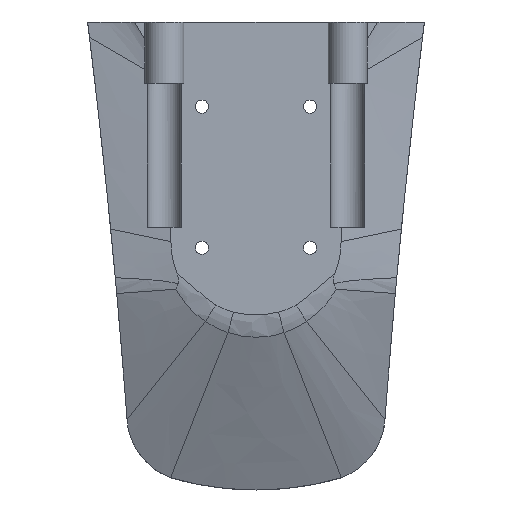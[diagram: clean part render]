
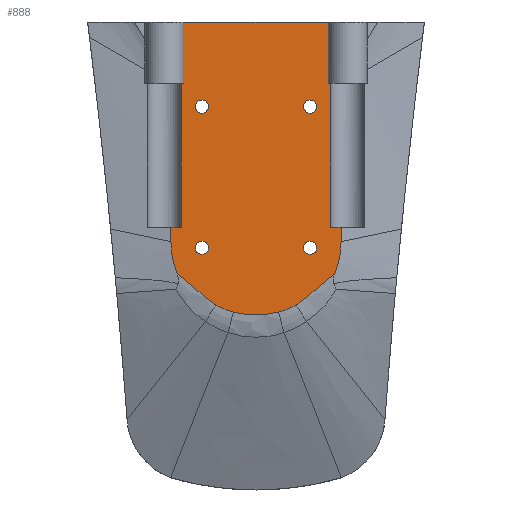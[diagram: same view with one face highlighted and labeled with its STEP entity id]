
A CAD part, front view. The second image highlights one B-rep face of the part: STEP entity #888.
In plain terms, the highlighted planar face has unit normal (0, -1, 0).
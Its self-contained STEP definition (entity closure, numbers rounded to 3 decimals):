
#76=FACE_BOUND('',#156,.T.);
#77=FACE_BOUND('',#157,.T.);
#78=FACE_BOUND('',#158,.T.);
#79=FACE_BOUND('',#159,.T.);
#96=FACE_OUTER_BOUND('',#155,.T.);
#155=EDGE_LOOP('',(#671,#672,#673,#674,#675,#676,#677,#678,#679,#680,#681,
#682,#683,#684,#685,#686,#687,#688));
#156=EDGE_LOOP('',(#689));
#157=EDGE_LOOP('',(#690));
#158=EDGE_LOOP('',(#691));
#159=EDGE_LOOP('',(#692));
#217=CIRCLE('',#978,2.5);
#219=CIRCLE('',#982,2.5);
#221=CIRCLE('',#986,2.5);
#223=CIRCLE('',#990,2.5);
#224=CIRCLE('',#992,32.5);
#225=CIRCLE('',#993,32.5);
#241=LINE('',#1287,#287);
#257=LINE('',#1449,#303);
#258=LINE('',#1451,#304);
#259=LINE('',#1453,#305);
#260=LINE('',#1455,#306);
#261=LINE('',#1457,#307);
#262=LINE('',#1501,#308);
#263=LINE('',#1503,#309);
#264=LINE('',#1505,#310);
#265=LINE('',#1507,#311);
#266=LINE('',#1508,#312);
#287=VECTOR('',#1045,10.);
#303=VECTOR('',#1143,10.);
#304=VECTOR('',#1144,10.);
#305=VECTOR('',#1145,10.);
#306=VECTOR('',#1146,10.);
#307=VECTOR('',#1147,10.);
#308=VECTOR('',#1152,10.);
#309=VECTOR('',#1153,10.);
#310=VECTOR('',#1154,10.);
#311=VECTOR('',#1155,10.);
#312=VECTOR('',#1156,10.);
#336=B_SPLINE_CURVE_WITH_KNOTS('',3,(#1461,#1462,#1463,#1464,#1465,#1466,
#1467,#1468,#1469),.UNSPECIFIED.,.F.,.F.,(4,1,1,1,2,4),(-1.716,
-1.372,-0.686,-0.343,0.,0.217),
 .UNSPECIFIED.);
#337=B_SPLINE_CURVE_WITH_KNOTS('',3,(#1471,#1472,#1473,#1474,#1475),
 .UNSPECIFIED.,.F.,.F.,(4,1,4),(-0.73,-0.314,0.),
 .UNSPECIFIED.);
#338=B_SPLINE_CURVE_WITH_KNOTS('',3,(#1477,#1478,#1479,#1480,#1481),
 .UNSPECIFIED.,.F.,.F.,(4,1,4),(-1.756,-0.753,-0.002),
 .UNSPECIFIED.);
#339=B_SPLINE_CURVE_WITH_KNOTS('',3,(#1483,#1484,#1485,#1486,#1487),
 .UNSPECIFIED.,.F.,.F.,(4,1,4),(-0.732,-0.314,-0.002),
 .UNSPECIFIED.);
#340=B_SPLINE_CURVE_WITH_KNOTS('',3,(#1489,#1490,#1491,#1492,#1493,#1494,
#1495,#1496,#1497),.UNSPECIFIED.,.F.,.F.,(4,2,1,1,1,4),(-1.933,
-1.716,-1.372,-1.029,-0.686,
0.),.UNSPECIFIED.);
#374=VERTEX_POINT('',#1284);
#375=VERTEX_POINT('',#1286);
#403=VERTEX_POINT('',#1420);
#405=VERTEX_POINT('',#1428);
#407=VERTEX_POINT('',#1436);
#409=VERTEX_POINT('',#1444);
#410=VERTEX_POINT('',#1448);
#411=VERTEX_POINT('',#1450);
#412=VERTEX_POINT('',#1452);
#413=VERTEX_POINT('',#1454);
#414=VERTEX_POINT('',#1456);
#415=VERTEX_POINT('',#1458);
#416=VERTEX_POINT('',#1460);
#417=VERTEX_POINT('',#1470);
#418=VERTEX_POINT('',#1476);
#419=VERTEX_POINT('',#1482);
#420=VERTEX_POINT('',#1488);
#421=VERTEX_POINT('',#1498);
#422=VERTEX_POINT('',#1500);
#423=VERTEX_POINT('',#1502);
#424=VERTEX_POINT('',#1504);
#425=VERTEX_POINT('',#1506);
#461=EDGE_CURVE('',#375,#374,#241,.T.);
#496=EDGE_CURVE('',#403,#403,#217,.T.);
#500=EDGE_CURVE('',#405,#405,#219,.T.);
#504=EDGE_CURVE('',#407,#407,#221,.T.);
#508=EDGE_CURVE('',#409,#409,#223,.T.);
#510=EDGE_CURVE('',#374,#410,#257,.T.);
#511=EDGE_CURVE('',#410,#411,#258,.T.);
#512=EDGE_CURVE('',#411,#412,#259,.T.);
#513=EDGE_CURVE('',#412,#413,#260,.T.);
#514=EDGE_CURVE('',#413,#414,#261,.T.);
#515=EDGE_CURVE('',#414,#415,#224,.T.);
#516=EDGE_CURVE('',#416,#415,#336,.T.);
#517=EDGE_CURVE('',#417,#416,#337,.T.);
#518=EDGE_CURVE('',#418,#417,#338,.T.);
#519=EDGE_CURVE('',#419,#418,#339,.T.);
#520=EDGE_CURVE('',#420,#419,#340,.T.);
#521=EDGE_CURVE('',#420,#421,#225,.T.);
#522=EDGE_CURVE('',#421,#422,#262,.T.);
#523=EDGE_CURVE('',#422,#423,#263,.T.);
#524=EDGE_CURVE('',#423,#424,#264,.T.);
#525=EDGE_CURVE('',#424,#425,#265,.T.);
#526=EDGE_CURVE('',#425,#375,#266,.T.);
#671=ORIENTED_EDGE('',*,*,#461,.T.);
#672=ORIENTED_EDGE('',*,*,#510,.T.);
#673=ORIENTED_EDGE('',*,*,#511,.T.);
#674=ORIENTED_EDGE('',*,*,#512,.T.);
#675=ORIENTED_EDGE('',*,*,#513,.T.);
#676=ORIENTED_EDGE('',*,*,#514,.T.);
#677=ORIENTED_EDGE('',*,*,#515,.T.);
#678=ORIENTED_EDGE('',*,*,#516,.F.);
#679=ORIENTED_EDGE('',*,*,#517,.F.);
#680=ORIENTED_EDGE('',*,*,#518,.F.);
#681=ORIENTED_EDGE('',*,*,#519,.F.);
#682=ORIENTED_EDGE('',*,*,#520,.F.);
#683=ORIENTED_EDGE('',*,*,#521,.T.);
#684=ORIENTED_EDGE('',*,*,#522,.T.);
#685=ORIENTED_EDGE('',*,*,#523,.T.);
#686=ORIENTED_EDGE('',*,*,#524,.T.);
#687=ORIENTED_EDGE('',*,*,#525,.T.);
#688=ORIENTED_EDGE('',*,*,#526,.T.);
#689=ORIENTED_EDGE('',*,*,#496,.T.);
#690=ORIENTED_EDGE('',*,*,#500,.T.);
#691=ORIENTED_EDGE('',*,*,#504,.T.);
#692=ORIENTED_EDGE('',*,*,#508,.T.);
#865=PLANE('',#991);
#888=ADVANCED_FACE('',(#96,#76,#77,#78,#79),#865,.F.);
#978=AXIS2_PLACEMENT_3D('',#1421,#1108,#1109);
#982=AXIS2_PLACEMENT_3D('',#1429,#1118,#1119);
#986=AXIS2_PLACEMENT_3D('',#1437,#1128,#1129);
#990=AXIS2_PLACEMENT_3D('',#1445,#1138,#1139);
#991=AXIS2_PLACEMENT_3D('',#1447,#1141,#1142);
#992=AXIS2_PLACEMENT_3D('',#1459,#1148,#1149);
#993=AXIS2_PLACEMENT_3D('',#1499,#1150,#1151);
#1045=DIRECTION('',(-1.,0.,0.));
#1108=DIRECTION('center_axis',(0.,1.,0.));
#1109=DIRECTION('ref_axis',(1.,0.,0.));
#1118=DIRECTION('center_axis',(0.,1.,0.));
#1119=DIRECTION('ref_axis',(1.,0.,0.));
#1128=DIRECTION('center_axis',(0.,1.,0.));
#1129=DIRECTION('ref_axis',(1.,0.,0.));
#1138=DIRECTION('center_axis',(0.,1.,0.));
#1139=DIRECTION('ref_axis',(1.,0.,0.));
#1141=DIRECTION('center_axis',(0.,1.,0.));
#1142=DIRECTION('ref_axis',(0.,0.,1.));
#1143=DIRECTION('',(0.,0.,-1.));
#1144=DIRECTION('',(-1.,0.,0.));
#1145=DIRECTION('',(0.,0.,-1.));
#1146=DIRECTION('',(-1.,0.,0.));
#1147=DIRECTION('',(0.,0.,-1.));
#1148=DIRECTION('center_axis',(0.,-1.,0.));
#1149=DIRECTION('ref_axis',(-1.,0.,0.));
#1150=DIRECTION('center_axis',(0.,-1.,0.));
#1151=DIRECTION('ref_axis',(-1.,0.,0.));
#1152=DIRECTION('',(0.,0.,1.));
#1153=DIRECTION('',(-1.,0.,0.));
#1154=DIRECTION('',(0.,0.,1.));
#1155=DIRECTION('',(-1.,0.,0.));
#1156=DIRECTION('',(0.,0.,1.));
#1284=CARTESIAN_POINT('',(-27.957,-4.,-91.517));
#1286=CARTESIAN_POINT('',(27.174,-4.,-91.517));
#1287=CARTESIAN_POINT('',(50.322,-4.,-91.517));
#1420=CARTESIAN_POINT('',(-23.529,-4.,-177.8));
#1421=CARTESIAN_POINT('Origin',(-21.029,-4.,-177.8));
#1428=CARTESIAN_POINT('',(17.746,-4.,-177.8));
#1429=CARTESIAN_POINT('Origin',(20.246,-4.,-177.8));
#1436=CARTESIAN_POINT('',(17.746,-4.,-123.825));
#1437=CARTESIAN_POINT('Origin',(20.246,-4.,-123.825));
#1444=CARTESIAN_POINT('',(-23.529,-4.,-123.825));
#1445=CARTESIAN_POINT('Origin',(-21.029,-4.,-123.825));
#1447=CARTESIAN_POINT('Origin',(-0.338,-4.,24.63));
#1448=CARTESIAN_POINT('',(-27.957,-4.,-115.));
#1449=CARTESIAN_POINT('',(-27.957,-4.,135.));
#1450=CARTESIAN_POINT('',(-28.967,-4.,-115.));
#1451=CARTESIAN_POINT('',(-17.864,-4.,-115.));
#1452=CARTESIAN_POINT('',(-28.967,-4.,-170.));
#1453=CARTESIAN_POINT('',(-28.967,-4.,-142.5));
#1454=CARTESIAN_POINT('',(-32.892,-4.,-170.));
#1455=CARTESIAN_POINT('',(-17.864,-4.,-170.));
#1456=CARTESIAN_POINT('',(-32.892,-4.,-175.427));
#1457=CARTESIAN_POINT('',(-32.891,-4.,-115.427));
#1458=CARTESIAN_POINT('',(-30.655,-4.,-187.275));
#1459=CARTESIAN_POINT('Origin',(-0.392,-4.,-175.427));
#1460=CARTESIAN_POINT('',(-15.783,-4.,-199.571));
#1461=CARTESIAN_POINT('Ctrl Pts',(-15.783,-4.,-199.571));
#1462=CARTESIAN_POINT('Ctrl Pts',(-16.756,-4.,-198.97));
#1463=CARTESIAN_POINT('Ctrl Pts',(-19.586,-4.,-197.019));
#1464=CARTESIAN_POINT('Ctrl Pts',(-23.01,-4.,-193.976));
#1465=CARTESIAN_POINT('Ctrl Pts',(-26.321,-4.,-190.824));
#1466=CARTESIAN_POINT('Ctrl Pts',(-28.022,-4.,-189.292));
#1467=CARTESIAN_POINT('Ctrl Pts',(-29.476,-4.,-188.119));
#1468=CARTESIAN_POINT('Ctrl Pts',(-30.057,-4.,-187.685));
#1469=CARTESIAN_POINT('Ctrl Pts',(-30.655,-4.,-187.275));
#1470=CARTESIAN_POINT('',(-9.072,-4.,-202.372));
#1471=CARTESIAN_POINT('Ctrl Pts',(-9.072,-4.,-202.372));
#1472=CARTESIAN_POINT('Ctrl Pts',(-10.415,-4.,-202.022));
#1473=CARTESIAN_POINT('Ctrl Pts',(-12.723,-4.,-201.232));
#1474=CARTESIAN_POINT('Ctrl Pts',(-14.894,-4.,-200.12));
#1475=CARTESIAN_POINT('Ctrl Pts',(-15.783,-4.,-199.571));
#1476=CARTESIAN_POINT('',(8.289,-4.,-202.372));
#1477=CARTESIAN_POINT('Ctrl Pts',(8.289,-4.,-202.372));
#1478=CARTESIAN_POINT('Ctrl Pts',(5.05,-4.,-203.196));
#1479=CARTESIAN_POINT('Ctrl Pts',(-0.823,-4.,
-203.824));
#1480=CARTESIAN_POINT('Ctrl Pts',(-6.644,-4.,-202.99));
#1481=CARTESIAN_POINT('Ctrl Pts',(-9.072,-4.,-202.372));
#1482=CARTESIAN_POINT('',(15.,-4.,-199.571));
#1483=CARTESIAN_POINT('Ctrl Pts',(15.,-4.,-199.571));
#1484=CARTESIAN_POINT('Ctrl Pts',(13.814,-4.,-200.304));
#1485=CARTESIAN_POINT('Ctrl Pts',(11.613,-4.,-201.362));
#1486=CARTESIAN_POINT('Ctrl Pts',(9.294,-4.,-202.11));
#1487=CARTESIAN_POINT('Ctrl Pts',(8.289,-4.,-202.372));
#1488=CARTESIAN_POINT('',(29.872,-4.,-187.275));
#1489=CARTESIAN_POINT('Ctrl Pts',(29.872,-4.,-187.275));
#1490=CARTESIAN_POINT('Ctrl Pts',(29.274,-4.,-187.685));
#1491=CARTESIAN_POINT('Ctrl Pts',(28.693,-4.,-188.119));
#1492=CARTESIAN_POINT('Ctrl Pts',(27.239,-4.,-189.292));
#1493=CARTESIAN_POINT('Ctrl Pts',(25.539,-4.,-190.824));
#1494=CARTESIAN_POINT('Ctrl Pts',(23.053,-4.,-193.187));
#1495=CARTESIAN_POINT('Ctrl Pts',(19.672,-4.,-196.268));
#1496=CARTESIAN_POINT('Ctrl Pts',(16.946,-4.,-198.368));
#1497=CARTESIAN_POINT('Ctrl Pts',(15.,-4.,-199.571));
#1498=CARTESIAN_POINT('',(32.108,-4.,-175.427));
#1499=CARTESIAN_POINT('Origin',(-0.392,-4.,-175.427));
#1500=CARTESIAN_POINT('',(32.108,-4.,-170.));
#1501=CARTESIAN_POINT('',(32.108,-4.,-175.427));
#1502=CARTESIAN_POINT('',(28.184,-4.,-170.));
#1503=CARTESIAN_POINT('',(17.135,-4.,-170.));
#1504=CARTESIAN_POINT('',(28.184,-4.,-115.));
#1505=CARTESIAN_POINT('',(28.184,-4.,-142.5));
#1506=CARTESIAN_POINT('',(27.174,-4.,-115.));
#1507=CARTESIAN_POINT('',(17.135,-4.,-115.));
#1508=CARTESIAN_POINT('',(27.174,-4.,135.));
